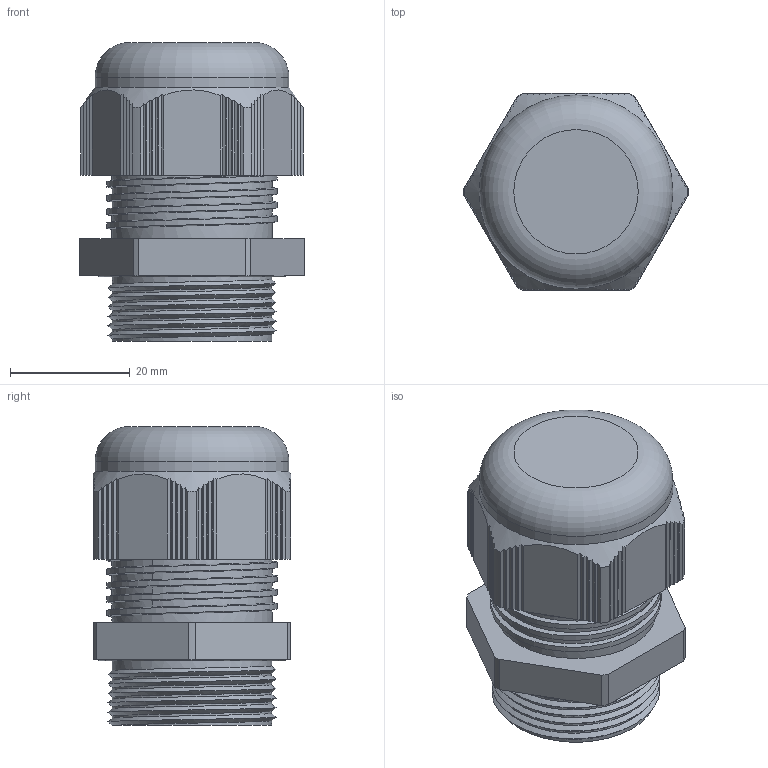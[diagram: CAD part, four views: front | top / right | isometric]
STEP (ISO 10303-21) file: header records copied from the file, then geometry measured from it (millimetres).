
FILE_DESCRIPTION((''),'2;1');
FILE_NAME('BS 06.stp','2012-09-25T16:17:01',('oktay'),(''),'Autodesk Inventor 2013','Autodesk Inventor 2013','');
FILE_SCHEMA(('AUTOMOTIVE_DESIGN { 1 0 10303 214 1 1 1 1 }'));
Length unit declared in the file: millimetre
Products named in the file (1): PG 21 MONTAJ_Shrinkwrap_1
Bounding box: 37.5 x 33 x 49.99 mm (x, y, z)
Volume: 37623.7 mm3; surface area: 8160.5 mm2
Topology: 1 solids, 1 shells, 192 faces, 555 edges, 364 vertices
Faces by surface type: plane 151, cylinder 27, cone 7, bspline 4, torus 3
Full cylindrical faces by diameter (mm): 26.63 x6, 26.8 x4, 32.4 x1
Entity records: 7428 total; most frequent: CARTESIAN_POINT 3109, ORIENTED_EDGE 1022, DIRECTION 753, EDGE_CURVE 511, VERTEX_POINT 342, VECTOR 311, LINE 311, AXIS2_PLACEMENT_3D 221
